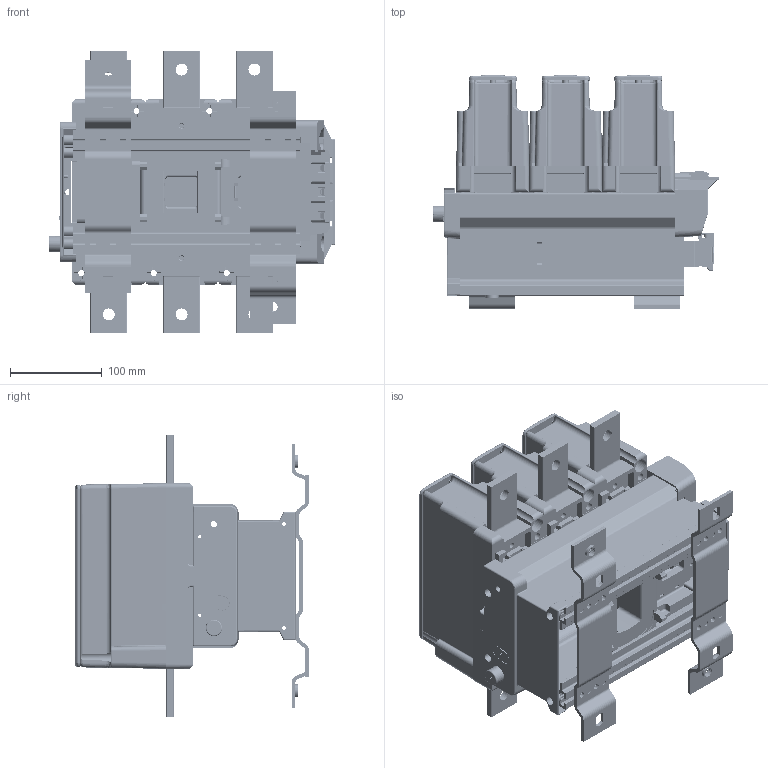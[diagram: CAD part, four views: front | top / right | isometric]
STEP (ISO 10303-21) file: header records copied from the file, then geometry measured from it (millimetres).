
FILE_DESCRIPTION((''),'2;1');
FILE_NAME('MAIN-630_ASM-20160505_ASM','2016-05-05T',('Administrator'),(''),'PRO/ENGINEER BY PARAMETRIC TECHNOLOGY CORPORATION, 2008380','PRO/ENGINEER BY PARAMETRIC TECHNOLOGY CORPORATION, 2008380','');
FILE_SCHEMA(('CONFIG_CONTROL_DESIGN'));
Length unit declared in the file: millimetre
Products named in the file (30): DIZUO-630_53; LIAMJIEBAN-630_8; MIEHUZHAO-630_AF1_68; MIEHUZHAO-630_AF0_ASM_11_ASM; DIZUO-630_AF0_ASM_26_ASM; JIZUO-LEFT_22; JIZUO-RIGHT_5; MIEHUZHAO-630_AF3_68; MIEHUZHAO-630_AF2_ASM_11_ASM; DIZUO-630_AF1_ASM_26_ASM; MIEHUZHAO-630_AF5_68; MIEHUZHAO-630_AF4_ASM_11_ASM; DIZUO-630_AF2_ASM_26_ASM; DIBAN_12; BUOCHEBAN-630_51; BUOCHEBAN-630_ASM_7_ASM; HOUCHEBAN-630_63; LIANGAN-DUCK_20; HOUCHEBAN-630_ASM_8_ASM; MIANBAN-630-01_AF0_14; MIANBAN-630-01_AF1_14; MIANBAN-630-03_AF0_10; COIL-OUTLINE_61; ZHAO-COIL630_15; COIL-630_ASM_26_ASM; 6-STEEL-630_3; LIANGAN-630_ASM_15_ASM; WORD-KM1_AF0_4; MAIN-630_ASM_87_ASM; MAIN-630_ASM-20160505_ASM
Assembly tree (38 placements, depth 5):
  MAIN-630_ASM-20160505_ASM
    MAIN-630_ASM_87_ASM
      DIZUO-630_AF0_ASM_26_ASM
        DIZUO-630_53
        LIAMJIEBAN-630_8  x2
        MIEHUZHAO-630_AF0_ASM_11_ASM
          MIEHUZHAO-630_AF1_68
      JIZUO-LEFT_22
      JIZUO-RIGHT_5
      DIZUO-630_AF1_ASM_26_ASM
        DIZUO-630_53
        LIAMJIEBAN-630_8  x2
        MIEHUZHAO-630_AF2_ASM_11_ASM
          MIEHUZHAO-630_AF3_68
      DIZUO-630_AF2_ASM_26_ASM
        DIZUO-630_53
        LIAMJIEBAN-630_8  x2
        MIEHUZHAO-630_AF4_ASM_11_ASM
          MIEHUZHAO-630_AF5_68
      DIBAN_12  x2
      BUOCHEBAN-630_ASM_7_ASM
        BUOCHEBAN-630_51
      HOUCHEBAN-630_ASM_8_ASM
        HOUCHEBAN-630_63
        LIANGAN-DUCK_20  x2
      MIANBAN-630-01_AF0_14
      MIANBAN-630-01_AF1_14
      MIANBAN-630-03_AF0_10
      COIL-630_ASM_26_ASM
        COIL-OUTLINE_61
        ZHAO-COIL630_15
      LIANGAN-630_ASM_15_ASM
        6-STEEL-630_3
      WORD-KM1_AF0_4
Bounding box: 313.2 x 255.6 x 307.6 mm (x, y, z)
Volume: 3136178.5 mm3; surface area: 1306341.1 mm2
Topology: 27 solids, 28 shells, 7232 faces, 20649 edges, 13531 vertices
Faces by surface type: plane 4347, cylinder 2209, bspline 273, torus 231, cone 123, sphere 46, extrusion 3
Entity records: 201576 total; most frequent: CARTESIAN_POINT 55084, ORIENTED_EDGE 32016, DIRECTION 28680, EDGE_CURVE 16014, VECTOR 10560, LINE 10557, VERTEX_POINT 10522, AXIS2_PLACEMENT_3D 9060
